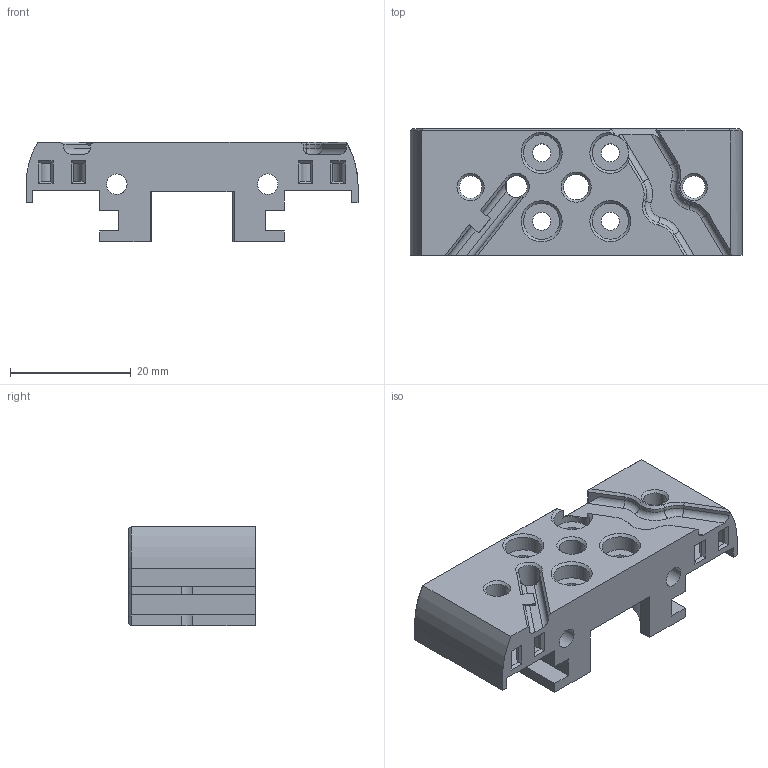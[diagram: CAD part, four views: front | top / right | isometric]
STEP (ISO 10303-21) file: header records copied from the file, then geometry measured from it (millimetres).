
FILE_DESCRIPTION(/* description */ (''),/* implementation_level */ '2;1');
FILE_NAME(/* name */ 'DragonBurner_RapidoHF_Mount_Orbiter v1.step',/* time_stamp */ '2025-06-15T12:51:16+03:00',/* author */ (''),/* organization */ (''),/* preprocessor_version */ 'ST-DEVELOPER v20.1',/* originating_system */ 'Autodesk Translation Framework v14.10.0.0',/* authorisation */ '');
FILE_SCHEMA (('AUTOMOTIVE_DESIGN { 1 0 10303 214 3 1 1 }'));
Length unit declared in the file: millimetre
Products named in the file (1): DragonBurner_RapidoHF_Mount_Orbiter
Bounding box: 55 x 21 x 16.5 mm (x, y, z)
Volume: 8969.2 mm3; surface area: 6096.8 mm2
Topology: 1 solids, 1 shells, 163 faces, 438 edges, 277 vertices
Faces by surface type: plane 98, cylinder 39, cone 20, torus 6
Full cylindrical faces by diameter (mm): 3 x4, 3.4 x2, 3.6 x1, 3.7 x2, 4.2 x1, 4.7 x2, 6 x4
Entity records: 5248 total; most frequent: CARTESIAN_POINT 984, DIRECTION 895, ORIENTED_EDGE 876, EDGE_CURVE 438, AXIS2_PLACEMENT_3D 305, LINE 285, VECTOR 285, VERTEX_POINT 277
